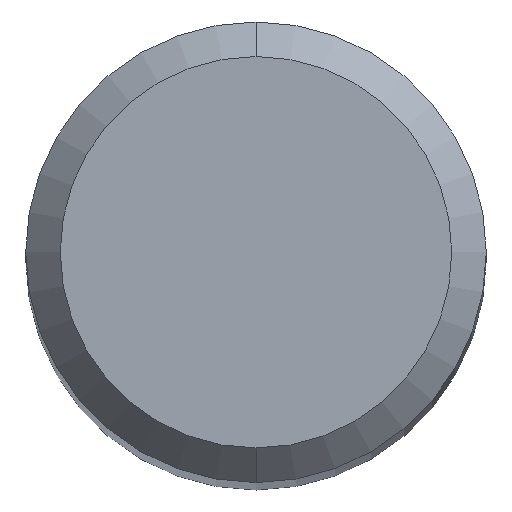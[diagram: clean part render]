
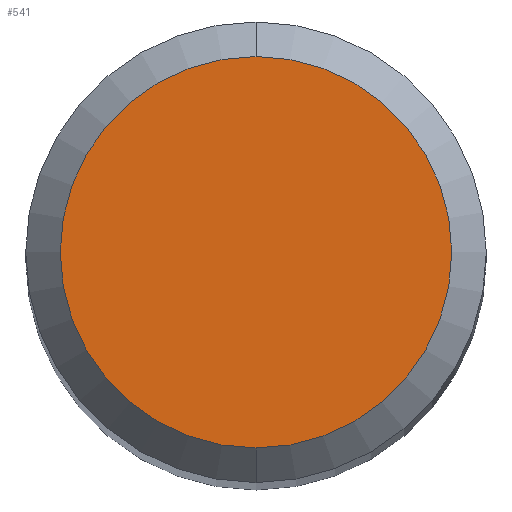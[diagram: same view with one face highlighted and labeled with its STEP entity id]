
A CAD part, top view. The second image highlights one B-rep face of the part: STEP entity #541.
In plain terms, the highlighted planar face has unit normal (0, 0, 1).
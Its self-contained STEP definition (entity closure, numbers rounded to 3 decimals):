
#385=VERTEX_POINT('',#1052);
#541=ADVANCED_FACE('',(#1226),#1227,.T.);
#579=EDGE_CURVE('',#385,#761,#1268,.T.);
#761=VERTEX_POINT('',#1465);
#817=EDGE_CURVE('',#761,#385,#1522,.T.);
#1052=CARTESIAN_POINT('',(0.,-1.7,0.0));
#1226=FACE_OUTER_BOUND('',#2430,.T.);
#1227=PLANE('',#2431);
#1268=CIRCLE('',#2637,1.7);
#1465=CARTESIAN_POINT('',(0.0,1.7,0.0));
#1522=CIRCLE('',#3952,1.7);
#2430=EDGE_LOOP('',(#5284,#5285));
#2431=AXIS2_PLACEMENT_3D('',#5286,#5287,#5288);
#2637=AXIS2_PLACEMENT_3D('',#5332,#5333,#5334);
#3952=AXIS2_PLACEMENT_3D('',#5562,#5563,#5564);
#5284=ORIENTED_EDGE('',*,*,#817,.F.);
#5285=ORIENTED_EDGE('',*,*,#579,.F.);
#5286=CARTESIAN_POINT('',(0.0,0.85,0.0));
#5287=DIRECTION('',(-0.0,0.0,1.0));
#5288=DIRECTION('',(0.0,-1.0,0.0));
#5332=CARTESIAN_POINT('',(0.0,0.0,0.0));
#5333=DIRECTION('',(0.0,0.0,-1.0));
#5334=DIRECTION('',(0.0,1.0,0.0));
#5562=CARTESIAN_POINT('',(0.0,0.0,0.0));
#5563=DIRECTION('',(0.0,0.0,-1.0));
#5564=DIRECTION('',(0.0,1.0,0.0));
